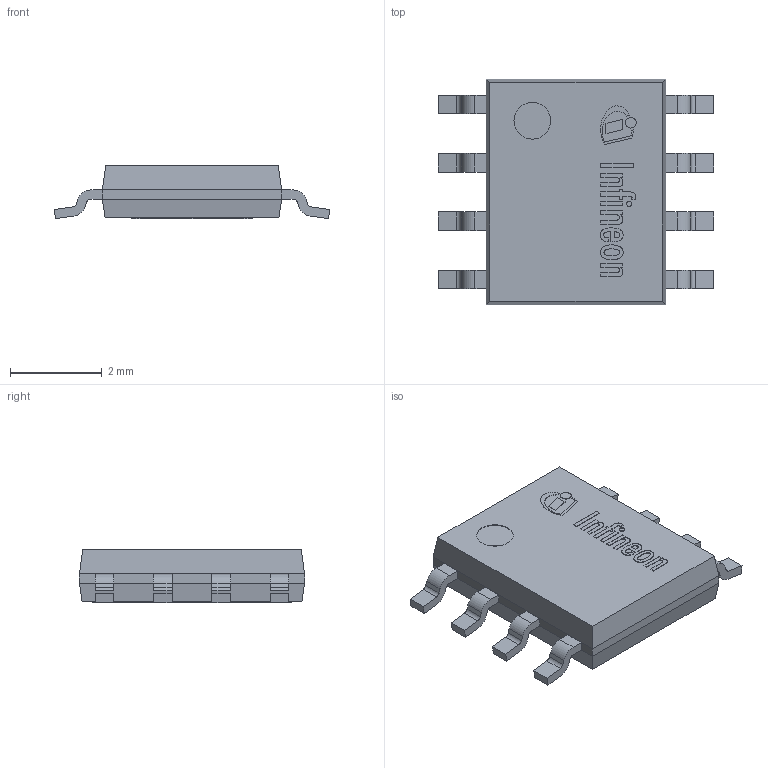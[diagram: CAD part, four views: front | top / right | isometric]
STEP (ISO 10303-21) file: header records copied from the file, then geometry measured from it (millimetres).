
FILE_DESCRIPTION(/* description */ (''),/* implementation_level */ '2;1');
FILE_NAME(/* name */ 'PG-TDSO-8-21_Z8B00173559_V04_3D.stp',/* time_stamp */ '2018-10-17T18:41:51+05:00',/* author */ ('janartha'),/* organization */ (''),/* preprocessor_version */ 'ST-DEVELOPER v16.13',/* originating_system */ 'AutoCAD Mechanical',/* authorisation */ '');
FILE_SCHEMA (('AUTOMOTIVE_DESIGN { 1 0 10303 214 3 1 1 }'));
Length unit declared in the file: millimetre
Products named in the file (1): Product
Bounding box: 6 x 4.9 x 1.16 mm (x, y, z)
Volume: 24 mm3; surface area: 172.9 mm2
Topology: 25 solids, 25 shells, 360 faces, 927 edges, 618 vertices
Faces by surface type: plane 206, cylinder 154
Full cylindrical faces by diameter (mm): 0.114 x1, 0.234 x1, 0.8 x2
Entity records: 11030 total; most frequent: DIRECTION 1954, CARTESIAN_POINT 1903, ORIENTED_EDGE 1848, EDGE_CURVE 924, AXIS2_PLACEMENT_3D 669, VERTEX_POINT 618, LINE 616, VECTOR 616
